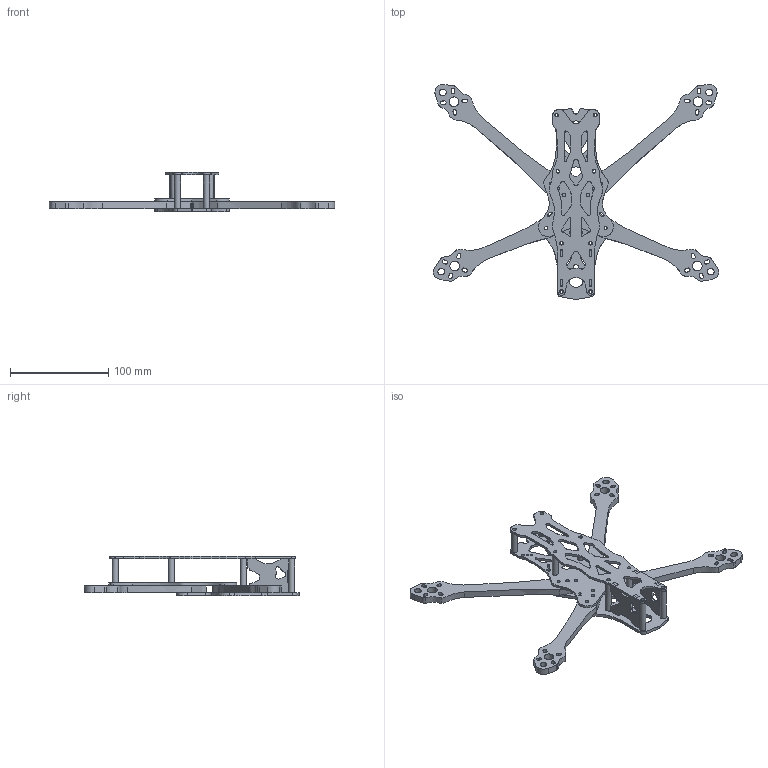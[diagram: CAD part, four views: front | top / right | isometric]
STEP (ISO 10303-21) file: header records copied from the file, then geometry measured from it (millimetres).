
FILE_DESCRIPTION(('FreeCAD Model'),'2;1');
FILE_NAME('Open CASCADE Shape Model','2025-04-27T10:59:48',('FreeCAD'),( 'FreeCAD'),'Open CASCADE STEP processor 7.6','FreeCAD','Unknown');
FILE_SCHEMA(('AUTOMOTIVE_DESIGN { 1 0 10303 214 1 1 1 1 }'));
Length unit declared in the file: millimetre
Products named in the file (1): Open CASCADE STEP translator 7.6 1
Bounding box: 290.56 x 219.04 x 40.04 mm (x, y, z)
Volume: 125199.4 mm3; surface area: 88190 mm2
Topology: 17 solids, 17 shells, 560 faces, 1562 edges, 1036 vertices
Faces by surface type: bspline 560
Entity records: 26483 total; most frequent: CARTESIAN_POINT 17159, ORIENTED_EDGE 3124, EDGE_CURVE 1562, B_SPLINE_CURVE_WITH_KNOTS 1092, VERTEX_POINT 1036, FACE_BOUND 788, EDGE_LOOP 788, ADVANCED_FACE 560
